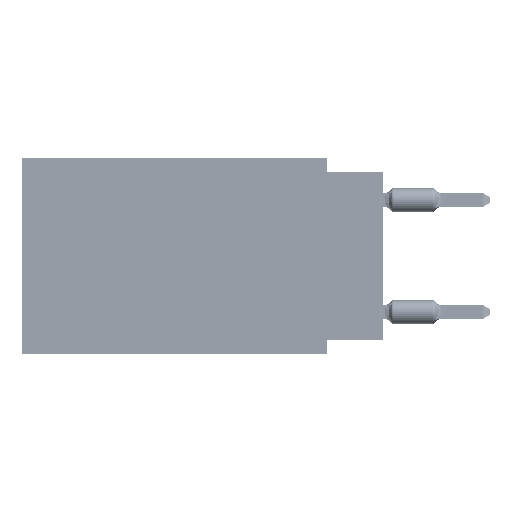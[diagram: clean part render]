
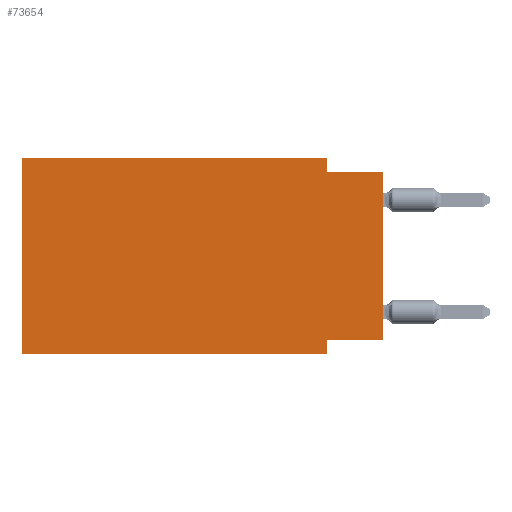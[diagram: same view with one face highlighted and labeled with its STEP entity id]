
A CAD part, left-side view. The second image highlights one B-rep face of the part: STEP entity #73654.
In plain terms, the highlighted planar face has unit normal (-1, 0, 0).
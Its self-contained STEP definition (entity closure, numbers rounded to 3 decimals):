
#2930 = DIRECTION ( 'NONE',  ( 0., -1., 0. ) ) ;
#3308 = LINE ( 'NONE', #56611, #3585 ) ;
#3585 = VECTOR ( 'NONE', #39876, 1000. ) ;
#4161 = ORIENTED_EDGE ( 'NONE', *, *, #32795, .F. ) ;
#4976 = LINE ( 'NONE', #22889, #48591 ) ;
#6335 = EDGE_LOOP ( 'NONE', ( #69632, #36752, #61552, #44392, #4161, #74580, #19338, #31162 ) ) ;
#6717 = LINE ( 'NONE', #18797, #58800 ) ;
#7300 = CARTESIAN_POINT ( 'NONE',  ( 0., 2.54, -8.255 ) ) ;
#7725 = DIRECTION ( 'NONE',  ( 1., 0., 0. ) ) ;
#7785 = VERTEX_POINT ( 'NONE', #65370 ) ;
#9663 = VERTEX_POINT ( 'NONE', #7300 ) ;
#10410 = CARTESIAN_POINT ( 'NONE',  ( 0., 0., -8.255 ) ) ;
#13096 = VECTOR ( 'NONE', #41899, 1000. ) ;
#13584 = EDGE_CURVE ( 'NONE', #7785, #36873, #6717, .T. ) ;
#13585 = VERTEX_POINT ( 'NONE', #29328 ) ;
#16545 = CARTESIAN_POINT ( 'NONE',  ( 0., 2.54, -0.635 ) ) ;
#17051 = VECTOR ( 'NONE', #68782, 1000. ) ;
#17089 = VERTEX_POINT ( 'NONE', #35525 ) ;
#17332 = VERTEX_POINT ( 'NONE', #71691 ) ;
#18512 = CARTESIAN_POINT ( 'NONE',  ( 0., 0., -0.635 ) ) ;
#18797 = CARTESIAN_POINT ( 'NONE',  ( 0., 2.54, 0. ) ) ;
#19025 = EDGE_CURVE ( 'NONE', #76081, #9663, #23242, .T. ) ;
#19338 = ORIENTED_EDGE ( 'NONE', *, *, #55266, .F. ) ;
#20273 = CARTESIAN_POINT ( 'NONE',  ( 0., 0., -8.255 ) ) ;
#22889 = CARTESIAN_POINT ( 'NONE',  ( 0., 16.383, 0. ) ) ;
#23242 = LINE ( 'NONE', #10410, #17051 ) ;
#23381 = VECTOR ( 'NONE', #69446, 1000. ) ;
#25257 = FACE_OUTER_BOUND ( 'NONE', #6335, .T. ) ;
#27251 = CARTESIAN_POINT ( 'NONE',  ( 0., 0., -0.635 ) ) ;
#27515 = EDGE_CURVE ( 'NONE', #76081, #30908, #75645, .T. ) ;
#29328 = CARTESIAN_POINT ( 'NONE',  ( 0., 16.383, 0. ) ) ;
#30908 = VERTEX_POINT ( 'NONE', #27251 ) ;
#31162 = ORIENTED_EDGE ( 'NONE', *, *, #19025, .F. ) ;
#32795 = EDGE_CURVE ( 'NONE', #17089, #13585, #4976, .T. ) ;
#33620 = VECTOR ( 'NONE', #2930, 1000. ) ;
#35525 = CARTESIAN_POINT ( 'NONE',  ( 0., 16.383, -8.89 ) ) ;
#36752 = ORIENTED_EDGE ( 'NONE', *, *, #67349, .F. ) ;
#36809 = CARTESIAN_POINT ( 'NONE',  ( 0., 16.383, -8.89 ) ) ;
#36873 = VERTEX_POINT ( 'NONE', #16545 ) ;
#39876 = DIRECTION ( 'NONE',  ( 0., -1., 0. ) ) ;
#41899 = DIRECTION ( 'NONE',  ( 0., 0., -1. ) ) ;
#41978 = DIRECTION ( 'NONE',  ( 0., 0., -1. ) ) ;
#44392 = ORIENTED_EDGE ( 'NONE', *, *, #49422, .F. ) ;
#46988 = LINE ( 'NONE', #64107, #13096 ) ;
#47828 = CARTESIAN_POINT ( 'NONE',  ( 0., 16.383, 0. ) ) ;
#48591 = VECTOR ( 'NONE', #52831, 1000. ) ;
#48989 = PLANE ( 'NONE',  #54496 ) ;
#49422 = EDGE_CURVE ( 'NONE', #13585, #7785, #3308, .T. ) ;
#52831 = DIRECTION ( 'NONE',  ( 0., 0., 1. ) ) ;
#54192 = DIRECTION ( 'NONE',  ( 0., 0., -1. ) ) ;
#54496 = AXIS2_PLACEMENT_3D ( 'NONE', #47828, #7725, #41978 ) ;
#55266 = EDGE_CURVE ( 'NONE', #9663, #17332, #46988, .T. ) ;
#56611 = CARTESIAN_POINT ( 'NONE',  ( 0., 16.383, 0. ) ) ;
#58800 = VECTOR ( 'NONE', #54192, 1000. ) ;
#60554 = LINE ( 'NONE', #36809, #33620 ) ;
#61552 = ORIENTED_EDGE ( 'NONE', *, *, #13584, .F. ) ;
#62834 = CARTESIAN_POINT ( 'NONE',  ( 0., 0., 0. ) ) ;
#64107 = CARTESIAN_POINT ( 'NONE',  ( 0., 2.54, -8.89 ) ) ;
#65370 = CARTESIAN_POINT ( 'NONE',  ( 0., 2.54, 0. ) ) ;
#66402 = VECTOR ( 'NONE', #72189, 1000. ) ;
#67349 = EDGE_CURVE ( 'NONE', #36873, #30908, #73342, .T. ) ;
#68782 = DIRECTION ( 'NONE',  ( 0., 1., 0. ) ) ;
#69446 = DIRECTION ( 'NONE',  ( 0., 0., 1. ) ) ;
#69632 = ORIENTED_EDGE ( 'NONE', *, *, #27515, .T. ) ;
#71691 = CARTESIAN_POINT ( 'NONE',  ( 0., 2.54, -8.89 ) ) ;
#72189 = DIRECTION ( 'NONE',  ( 0., -1., 0. ) ) ;
#73342 = LINE ( 'NONE', #18512, #66402 ) ;
#73654 = ADVANCED_FACE ( 'NONE', ( #25257 ), #48989, .F. ) ;
#74580 = ORIENTED_EDGE ( 'NONE', *, *, #75631, .T. ) ;
#75631 = EDGE_CURVE ( 'NONE', #17089, #17332, #60554, .T. ) ;
#75645 = LINE ( 'NONE', #62834, #23381 ) ;
#76081 = VERTEX_POINT ( 'NONE', #20273 ) ;
